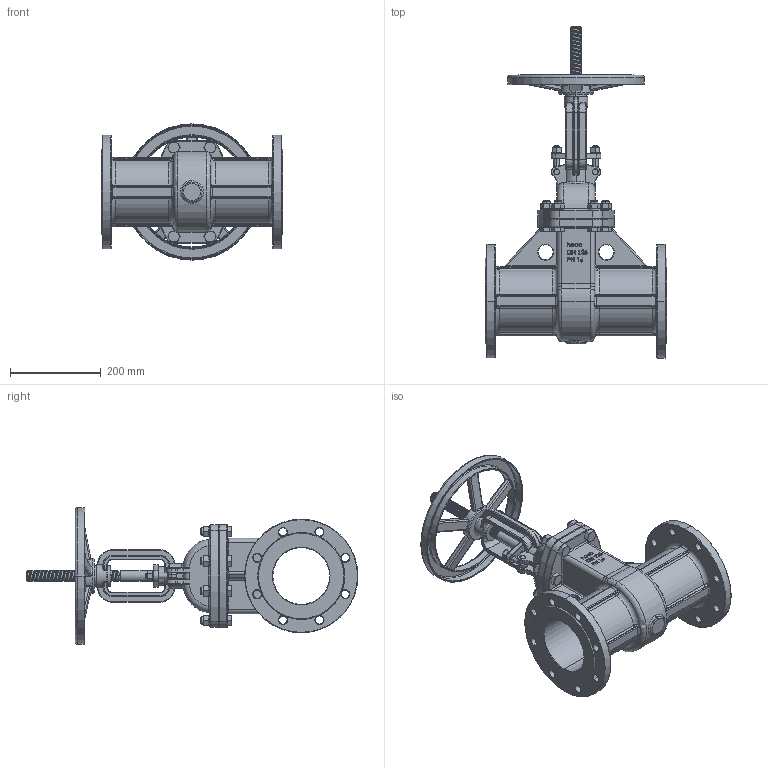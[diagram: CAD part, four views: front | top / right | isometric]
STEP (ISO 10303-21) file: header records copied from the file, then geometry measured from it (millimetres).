
FILE_DESCRIPTION (( 'STEP AP214' ), '1' );
FILE_NAME ('FLAS-500-F1 Absperrschieber mit Flansch 1711.STEP', '2017-11-20T14:42:39', ( '' ), ( '' ), 'SwSTEP 2.0', 'SolidWorks 2016', '' );
FILE_SCHEMA (( 'AUTOMOTIVE_DESIGN' ));
Length unit declared in the file: millimetre
Products named in the file (1): FLAS-500-F1 Absperrschieber mit Flansch 1711
Bounding box: 400 x 731 x 300 mm (x, y, z)
Volume: 7786035.8 mm3; surface area: 1000693.5 mm2
Topology: 1 solids, 2 shells, 2171 faces, 5235 edges, 3107 vertices
Faces by surface type: bspline 537, plane 527, cylinder 512, torus 335, cone 240, sphere 20
Entity records: 122122 total; most frequent: CARTESIAN_POINT 64745, ORIENTED_EDGE 10390, DIRECTION 8970, EDGE_CURVE 5195, AXIS2_PLACEMENT_3D 3654, VERTEX_POINT 3107, EDGE_LOOP 2326, ADVANCED_FACE 2171
